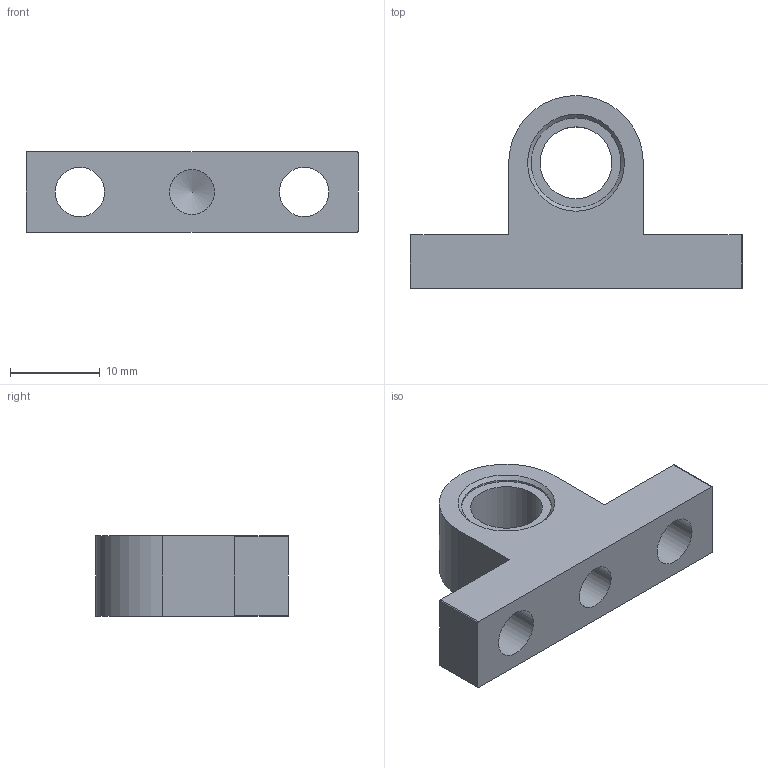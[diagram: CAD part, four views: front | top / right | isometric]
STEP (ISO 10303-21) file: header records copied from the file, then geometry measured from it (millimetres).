
FILE_DESCRIPTION(/* description */ ('STEP AP214'),/* implementation_level */ '2;1');
FILE_NAME(/* name */ '546569_SZF-1',/* time_stamp */ '2024-09-15T15:15:07+02:00',/* author */ ('License CC BY-ND 4.0'),/* organization */ ('CADENAS'),/* preprocessor_version */ 'ST-DEVELOPER v19.3',/* originating_system */ 'PARTsolutions',/* authorisation */ ' ');
FILE_SCHEMA (('AUTOMOTIVE_DESIGN {1 0 10303 214 3 1 1}'));
Length unit declared in the file: millimetre
Products named in the file (2): 546569 SZF-1"; 546569 SZF-1---(part)
Assembly tree (1 placements, depth 2):
  546569 SZF-1"
    546569 SZF-1---(part)
Bounding box: 37 x 21.5 x 9 mm (x, y, z)
Volume: 2992.5 mm3; surface area: 2165.7 mm2
Topology: 1 solids, 1 shells, 25 faces, 61 edges, 40 vertices
Faces by surface type: cylinder 11, plane 11, cone 3
Full cylindrical faces by diameter (mm): 5 x1, 5.5 x2, 8 x1, 10 x2
Entity records: 914 total; most frequent: DIRECTION 128, CARTESIAN_POINT 116, ORIENTED_EDGE 100, AXIS2_PLACEMENT_3D 51, EDGE_CURVE 50, FACE_BOUND 43, EDGE_LOOP 42, VERTEX_POINT 39
